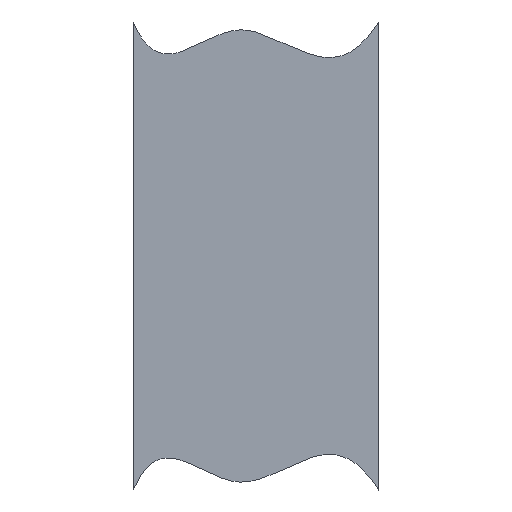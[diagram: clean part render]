
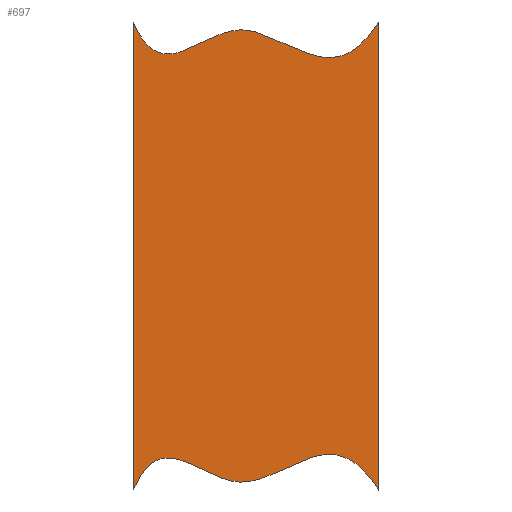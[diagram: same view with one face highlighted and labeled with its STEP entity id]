
A CAD part, top view. The second image highlights one B-rep face of the part: STEP entity #697.
In plain terms, the highlighted planar face has unit normal (0, 0, 1).
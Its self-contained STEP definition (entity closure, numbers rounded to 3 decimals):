
#52 = CARTESIAN_POINT ( 'NONE',  ( 5.5, 10.5, 0.11 ) ) ;
#63 = EDGE_CURVE ( 'NONE', #952, #1094, #1274, .T. ) ;
#74 = CARTESIAN_POINT ( 'NONE',  ( -0.371, -12.973, 0.11 ) ) ;
#198 = ORIENTED_EDGE ( 'NONE', *, *, #495, .T. ) ;
#242 = CARTESIAN_POINT ( 'NONE',  ( -5.5, 7.5, 0.11 ) ) ;
#287 = LINE ( 'NONE', #1232, #998 ) ;
#313 = CARTESIAN_POINT ( 'NONE',  ( 5.5, 10.5, 0.11 ) ) ;
#495 = EDGE_CURVE ( 'NONE', #1456, #952, #287, .T. ) ;
#501 = CARTESIAN_POINT ( 'NONE',  ( -5.5, 10.5, 0.11 ) ) ;
#506 = LINE ( 'NONE', #242, #791 ) ;
#614 = AXIS2_PLACEMENT_3D ( 'NONE', #1178, #1323, #820 ) ;
#620 = DIRECTION ( 'NONE',  ( 0., -1., 0. ) ) ;
#649 = CARTESIAN_POINT ( 'NONE',  ( -5.5, -10.5, 0.11 ) ) ;
#697 = ADVANCED_FACE ( 'NONE', ( #1150 ), #723, .T. ) ;
#707 = VERTEX_POINT ( 'NONE', #925 ) ;
#711 = EDGE_CURVE ( 'NONE', #1094, #707, #506, .T. ) ;
#712 = CARTESIAN_POINT ( 'NONE',  ( -4.293, 7.588, 0.11 ) ) ;
#723 = PLANE ( 'NONE',  #614 ) ;
#733 = ORIENTED_EDGE ( 'NONE', *, *, #63, .T. ) ;
#740 = ORIENTED_EDGE ( 'NONE', *, *, #711, .T. ) ;
#770 = CARTESIAN_POINT ( 'NONE',  ( -4.293, -7.588, 0.11 ) ) ;
#791 = VECTOR ( 'NONE', #620, 1000. ) ;
#820 = DIRECTION ( 'NONE',  ( 1., 0., 0. ) ) ;
#862 = CARTESIAN_POINT ( 'NONE',  ( -5.5, 10.5, 0.11 ) ) ;
#904 = EDGE_CURVE ( 'NONE', #707, #1456, #1349, .T. ) ;
#925 = CARTESIAN_POINT ( 'NONE',  ( -5.5, -10.5, 0.11 ) ) ;
#952 = VERTEX_POINT ( 'NONE', #313 ) ;
#964 = CARTESIAN_POINT ( 'NONE',  ( -0.371, 12.973, 0.11 ) ) ;
#998 = VECTOR ( 'NONE', #1532, 1000. ) ;
#1008 = CARTESIAN_POINT ( 'NONE',  ( 5.5, -10.5, 0.11 ) ) ;
#1079 = CARTESIAN_POINT ( 'NONE',  ( 3.362, 7.036, 0.11 ) ) ;
#1094 = VERTEX_POINT ( 'NONE', #862 ) ;
#1108 = CARTESIAN_POINT ( 'NONE',  ( 3.362, -7.036, 0.11 ) ) ;
#1137 = CARTESIAN_POINT ( 'NONE',  ( 5.5, -10.5, 0.11 ) ) ;
#1150 = FACE_OUTER_BOUND ( 'NONE', #1392, .T. ) ;
#1178 = CARTESIAN_POINT ( 'NONE',  ( -0.211, -10.104, 0.11 ) ) ;
#1232 = CARTESIAN_POINT ( 'NONE',  ( 5.5, -7.5, 0.11 ) ) ;
#1274 = B_SPLINE_CURVE_WITH_KNOTS ( 'NONE', 3,
 ( #52, #1079, #964, #712, #501 ),
 .UNSPECIFIED., .F., .F.,
 ( 4, 1, 4 ),
 ( 0., 0.554, 1. ),
 .UNSPECIFIED. ) ;
#1323 = DIRECTION ( 'NONE',  ( 0., 0., 1. ) ) ;
#1349 = B_SPLINE_CURVE_WITH_KNOTS ( 'NONE', 3,
 ( #649, #770, #74, #1108, #1008 ),
 .UNSPECIFIED., .F., .F.,
 ( 4, 1, 4 ),
 ( 0., 0.446, 1. ),
 .UNSPECIFIED. ) ;
#1392 = EDGE_LOOP ( 'NONE', ( #198, #733, #740, #1403 ) ) ;
#1403 = ORIENTED_EDGE ( 'NONE', *, *, #904, .T. ) ;
#1456 = VERTEX_POINT ( 'NONE', #1137 ) ;
#1532 = DIRECTION ( 'NONE',  ( 0., 1., 0. ) ) ;
